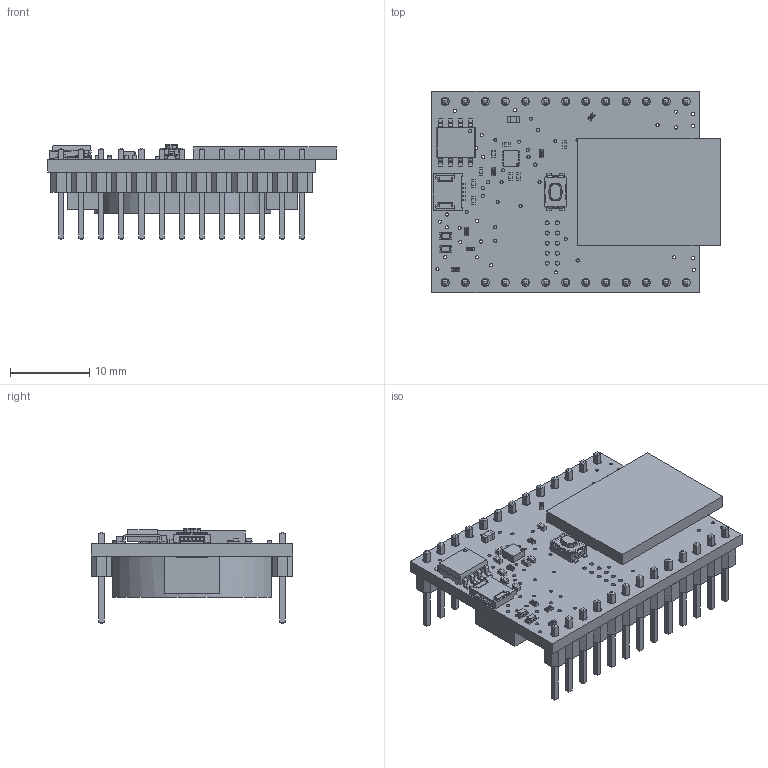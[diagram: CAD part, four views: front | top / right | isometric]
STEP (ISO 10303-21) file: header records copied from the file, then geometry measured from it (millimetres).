
FILE_DESCRIPTION(/* description */ (''),/* implementation_level */ '2;1');
FILE_NAME(/* name */ 'nrf52840_holyiot_18010_breakout_rev_1_3D.step',/* time_stamp */ '2018-10-13T16:41:24+02:00',/* author */ ('Ole Bauck'),/* organization */ (''),/* preprocessor_version */ 'ST-DEVELOPER v17.2',/* originating_system */ 'Autodesk Translation Framework v7.6.0.251',/* authorisation */ '');
FILE_SCHEMA (('AUTOMOTIVE_DESIGN { 1 0 10303 214 3 1 1 }'));
Length unit declared in the file: millimetre
Products named in the file (22): nrf52840_holyiot_18010_breakout_rev_1; PCB Component; Board; BLUE; User Library-LED_0603_G_Pocket002; User Library-LED_0603_G_Pad004; User Library-LED_0603_G_Fillet; User Library-LED_0603_G_Pocket001; User Library-LED_0603_G_Pad; 0R; KMR2; 1.0uF; 51281-0594; 0.1uF; BATTERY-BU2032; MMA8652FCR1; Body; PinsArrayLR; AT30TS74-SS8M-T; NO_BOM; CORTEX_DEBUG_PTH; HOLYIOT_18010
Assembly tree (35 placements, depth 4):
  nrf52840_holyiot_18010_breakout_rev_1
    PCB Component
      Board
      BLUE  x2
        User Library-LED_0603_G_Pocket002
        User Library-LED_0603_G_Pad004
        User Library-LED_0603_G_Fillet
        User Library-LED_0603_G_Pocket001
        User Library-LED_0603_G_Pad
      0R  x6
      KMR2
      1.0uF
      51281-0594
      0.1uF  x8
      BATTERY-BU2032
      MMA8652FCR1
        Body
        PinsArrayLR
      AT30TS74-SS8M-T
      NO_BOM  x2
      CORTEX_DEBUG_PTH
      HOLYIOT_18010
Bounding box: 36.4 x 25.5 x 12.03 mm (x, y, z)
Volume: 4423.3 mm3; surface area: 5670.6 mm2
Topology: 42 solids, 44 shells, 2445 faces, 6751 edges, 4460 vertices
Faces by surface type: plane 1821, cylinder 493, sphere 96, bspline 18, torus 9, cone 8
Full cylindrical faces by diameter (mm): 0.08 x2, 0.25 x1, 0.4 x80, 0.508 x10, 0.6 x2, 1.016 x26
Entity records: 49846 total; most frequent: CARTESIAN_POINT 10307, ORIENTED_EDGE 8064, DIRECTION 7555, EDGE_CURVE 4033, LINE 3201, VECTOR 3201, VERTEX_POINT 2627, AXIS2_PLACEMENT_3D 2177
